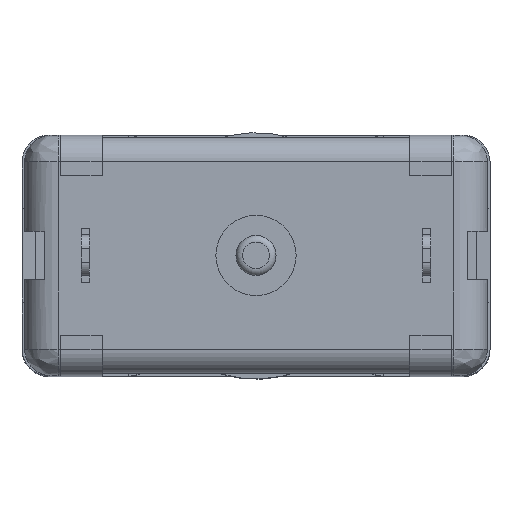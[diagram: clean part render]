
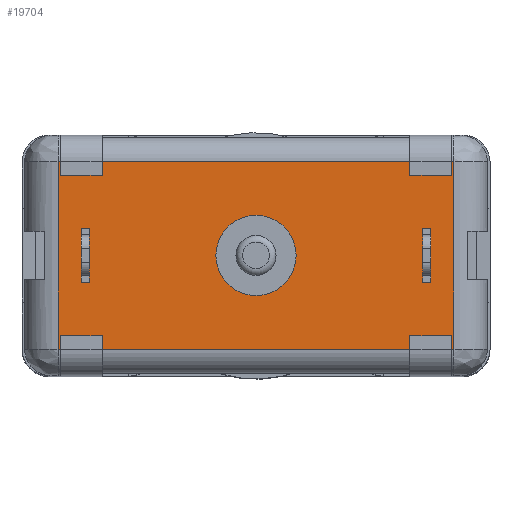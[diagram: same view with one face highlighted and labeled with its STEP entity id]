
A CAD part, top view. The second image highlights one B-rep face of the part: STEP entity #19704.
In plain terms, the highlighted planar face has unit normal (0, 0, 1).
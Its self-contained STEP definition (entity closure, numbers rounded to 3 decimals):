
#261=FACE_BOUND('',#2677,.T.);
#523=CIRCLE('',#20978,1.5);
#1570=FACE_OUTER_BOUND('',#2676,.T.);
#2676=EDGE_LOOP('',(#16461,#16462,#16463,#16464,#16465,#16466,#16467,#16468,
#16469,#16470,#16471,#16472,#16473,#16474,#16475,#16476,#16477,#16478,#16479,
#16480));
#2677=EDGE_LOOP('',(#16481));
#4721=LINE('',#36244,#7067);
#4722=LINE('',#36248,#7068);
#4723=LINE('',#36250,#7069);
#4724=LINE('',#36252,#7070);
#4725=LINE('',#36254,#7071);
#4726=LINE('',#36256,#7072);
#4727=LINE('',#36258,#7073);
#4728=LINE('',#36260,#7074);
#4729=LINE('',#36262,#7075);
#4730=LINE('',#36264,#7076);
#4731=LINE('',#36266,#7077);
#4732=LINE('',#36268,#7078);
#4733=LINE('',#36270,#7079);
#4734=LINE('',#36272,#7080);
#4735=LINE('',#36274,#7081);
#4736=LINE('',#36276,#7082);
#4737=LINE('',#36278,#7083);
#4738=LINE('',#36280,#7084);
#4739=LINE('',#36282,#7085);
#4740=LINE('',#36283,#7086);
#7067=VECTOR('',#25028,10.);
#7068=VECTOR('',#25033,10.);
#7069=VECTOR('',#25034,10.);
#7070=VECTOR('',#25035,10.);
#7071=VECTOR('',#25036,10.);
#7072=VECTOR('',#25037,10.);
#7073=VECTOR('',#25038,10.);
#7074=VECTOR('',#25039,10.);
#7075=VECTOR('',#25040,10.);
#7076=VECTOR('',#25041,10.);
#7077=VECTOR('',#25042,10.);
#7078=VECTOR('',#25043,10.);
#7079=VECTOR('',#25044,10.);
#7080=VECTOR('',#25045,10.);
#7081=VECTOR('',#25046,10.);
#7082=VECTOR('',#25047,10.);
#7083=VECTOR('',#25048,10.);
#7084=VECTOR('',#25049,10.);
#7085=VECTOR('',#25050,10.);
#7086=VECTOR('',#25051,10.);
#9000=VERTEX_POINT('',#35974);
#9089=VERTEX_POINT('',#36233);
#9093=VERTEX_POINT('',#36243);
#9094=VERTEX_POINT('',#36247);
#9095=VERTEX_POINT('',#36249);
#9096=VERTEX_POINT('',#36251);
#9097=VERTEX_POINT('',#36253);
#9098=VERTEX_POINT('',#36255);
#9099=VERTEX_POINT('',#36257);
#9100=VERTEX_POINT('',#36259);
#9101=VERTEX_POINT('',#36261);
#9102=VERTEX_POINT('',#36263);
#9103=VERTEX_POINT('',#36265);
#9104=VERTEX_POINT('',#36267);
#9105=VERTEX_POINT('',#36269);
#9106=VERTEX_POINT('',#36271);
#9107=VERTEX_POINT('',#36273);
#9108=VERTEX_POINT('',#36275);
#9109=VERTEX_POINT('',#36277);
#9110=VERTEX_POINT('',#36279);
#9111=VERTEX_POINT('',#36281);
#11480=EDGE_CURVE('',#9000,#9000,#523,.T.);
#11608=EDGE_CURVE('',#9089,#9093,#4721,.T.);
#11610=EDGE_CURVE('',#9094,#9089,#4722,.T.);
#11611=EDGE_CURVE('',#9095,#9094,#4723,.T.);
#11612=EDGE_CURVE('',#9095,#9096,#4724,.F.);
#11613=EDGE_CURVE('',#9096,#9097,#4725,.F.);
#11614=EDGE_CURVE('',#9097,#9098,#4726,.F.);
#11615=EDGE_CURVE('',#9098,#9099,#4727,.T.);
#11616=EDGE_CURVE('',#9099,#9100,#4728,.F.);
#11617=EDGE_CURVE('',#9100,#9101,#4729,.F.);
#11618=EDGE_CURVE('',#9101,#9102,#4730,.F.);
#11619=EDGE_CURVE('',#9103,#9102,#4731,.T.);
#11620=EDGE_CURVE('',#9104,#9103,#4732,.T.);
#11621=EDGE_CURVE('',#9105,#9104,#4733,.T.);
#11622=EDGE_CURVE('',#9105,#9106,#4734,.F.);
#11623=EDGE_CURVE('',#9106,#9107,#4735,.F.);
#11624=EDGE_CURVE('',#9107,#9108,#4736,.F.);
#11625=EDGE_CURVE('',#9109,#9108,#4737,.T.);
#11626=EDGE_CURVE('',#9109,#9110,#4738,.F.);
#11627=EDGE_CURVE('',#9110,#9111,#4739,.F.);
#11628=EDGE_CURVE('',#9111,#9093,#4740,.F.);
#16461=ORIENTED_EDGE('',*,*,#11608,.F.);
#16462=ORIENTED_EDGE('',*,*,#11610,.F.);
#16463=ORIENTED_EDGE('',*,*,#11611,.F.);
#16464=ORIENTED_EDGE('',*,*,#11612,.T.);
#16465=ORIENTED_EDGE('',*,*,#11613,.T.);
#16466=ORIENTED_EDGE('',*,*,#11614,.T.);
#16467=ORIENTED_EDGE('',*,*,#11615,.T.);
#16468=ORIENTED_EDGE('',*,*,#11616,.T.);
#16469=ORIENTED_EDGE('',*,*,#11617,.T.);
#16470=ORIENTED_EDGE('',*,*,#11618,.T.);
#16471=ORIENTED_EDGE('',*,*,#11619,.F.);
#16472=ORIENTED_EDGE('',*,*,#11620,.F.);
#16473=ORIENTED_EDGE('',*,*,#11621,.F.);
#16474=ORIENTED_EDGE('',*,*,#11622,.T.);
#16475=ORIENTED_EDGE('',*,*,#11623,.T.);
#16476=ORIENTED_EDGE('',*,*,#11624,.T.);
#16477=ORIENTED_EDGE('',*,*,#11625,.F.);
#16478=ORIENTED_EDGE('',*,*,#11626,.T.);
#16479=ORIENTED_EDGE('',*,*,#11627,.T.);
#16480=ORIENTED_EDGE('',*,*,#11628,.T.);
#16481=ORIENTED_EDGE('',*,*,#11480,.T.);
#18713=PLANE('',#21032);
#19704=ADVANCED_FACE('',(#1570,#261),#18713,.T.);
#20978=AXIS2_PLACEMENT_3D('',#35976,#24809,#24810);
#21032=AXIS2_PLACEMENT_3D('',#36246,#25031,#25032);
#24809=DIRECTION('center_axis',(0.,0.,
-1.));
#24810=DIRECTION('ref_axis',(-1.,0.,0.));
#25028=DIRECTION('',(-1.,0.,0.));
#25031=DIRECTION('center_axis',(0.,0.,
1.));
#25032=DIRECTION('ref_axis',(-1.,0.,0.));
#25033=DIRECTION('',(0.,-1.,0.));
#25034=DIRECTION('',(1.,0.,0.));
#25035=DIRECTION('',(0.,1.,0.));
#25036=DIRECTION('',(1.,0.,0.));
#25037=DIRECTION('',(0.,-1.,0.));
#25038=DIRECTION('',(-1.,0.,0.));
#25039=DIRECTION('',(0.,1.,0.));
#25040=DIRECTION('',(1.,0.,0.));
#25041=DIRECTION('',(0.,-1.,0.));
#25042=DIRECTION('',(1.,0.,0.));
#25043=DIRECTION('',(0.,1.,0.));
#25044=DIRECTION('',(-1.,0.,0.));
#25045=DIRECTION('',(0.,-1.,0.));
#25046=DIRECTION('',(-1.,0.,0.));
#25047=DIRECTION('',(0.,1.,0.));
#25048=DIRECTION('',(-1.,0.,0.));
#25049=DIRECTION('',(0.,-1.,0.));
#25050=DIRECTION('',(-1.,0.,0.));
#25051=DIRECTION('',(0.,1.,0.));
#35974=CARTESIAN_POINT('',(1.5,0.,17.9));
#35976=CARTESIAN_POINT('Origin',(0.,0.,
17.9));
#36233=CARTESIAN_POINT('',(7.4,-3.5,17.9));
#36243=CARTESIAN_POINT('',(7.313,-3.5,17.9));
#36244=CARTESIAN_POINT('',(3.875,-3.5,17.9));
#36246=CARTESIAN_POINT('Origin',(0.,0.,
17.9));
#36247=CARTESIAN_POINT('',(7.4,3.5,17.9));
#36248=CARTESIAN_POINT('',(7.4,1.75,17.9));
#36249=CARTESIAN_POINT('',(7.313,3.5,17.9));
#36250=CARTESIAN_POINT('',(-3.875,3.5,17.9));
#36251=CARTESIAN_POINT('',(7.313,3.,17.9));
#36252=CARTESIAN_POINT('',(7.313,1.75,17.9));
#36253=CARTESIAN_POINT('',(5.75,3.,17.9));
#36254=CARTESIAN_POINT('',(3.656,3.,17.9));
#36255=CARTESIAN_POINT('',(5.75,3.5,17.9));
#36256=CARTESIAN_POINT('',(5.75,1.5,17.9));
#36257=CARTESIAN_POINT('',(-5.75,3.5,17.9));
#36258=CARTESIAN_POINT('',(-8.75,3.5,17.9));
#36259=CARTESIAN_POINT('',(-5.75,3.,17.9));
#36260=CARTESIAN_POINT('',(-5.75,1.5,17.9));
#36261=CARTESIAN_POINT('',(-7.313,3.,17.9));
#36262=CARTESIAN_POINT('',(-3.656,3.,17.9));
#36263=CARTESIAN_POINT('',(-7.313,3.5,17.9));
#36264=CARTESIAN_POINT('',(-7.313,1.75,17.9));
#36265=CARTESIAN_POINT('',(-7.4,3.5,17.9));
#36266=CARTESIAN_POINT('',(-3.875,3.5,17.9));
#36267=CARTESIAN_POINT('',(-7.4,-3.5,17.9));
#36268=CARTESIAN_POINT('',(-7.4,-1.75,17.9));
#36269=CARTESIAN_POINT('',(-7.313,-3.5,17.9));
#36270=CARTESIAN_POINT('',(3.875,-3.5,17.9));
#36271=CARTESIAN_POINT('',(-7.313,-3.,17.9));
#36272=CARTESIAN_POINT('',(-7.313,1.75,17.9));
#36273=CARTESIAN_POINT('',(-5.75,-3.,17.9));
#36274=CARTESIAN_POINT('',(-3.656,-3.,17.9));
#36275=CARTESIAN_POINT('',(-5.75,-3.5,17.9));
#36276=CARTESIAN_POINT('',(-5.75,-1.5,17.9));
#36277=CARTESIAN_POINT('',(5.75,-3.5,17.9));
#36278=CARTESIAN_POINT('',(-8.75,-3.5,17.9));
#36279=CARTESIAN_POINT('',(5.75,-3.,17.9));
#36280=CARTESIAN_POINT('',(5.75,-1.5,17.9));
#36281=CARTESIAN_POINT('',(7.313,-3.,17.9));
#36282=CARTESIAN_POINT('',(3.656,-3.,17.9));
#36283=CARTESIAN_POINT('',(7.313,1.75,17.9));
